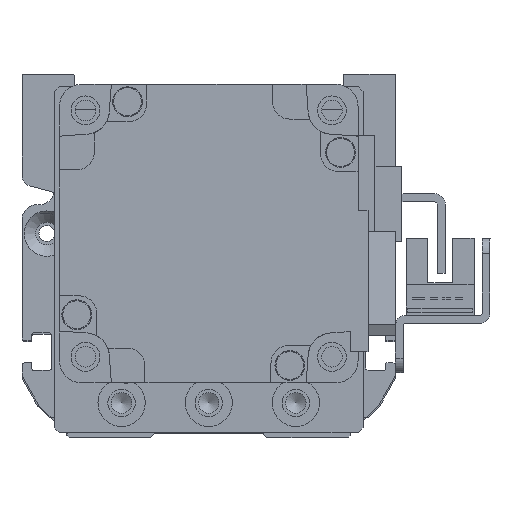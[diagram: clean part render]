
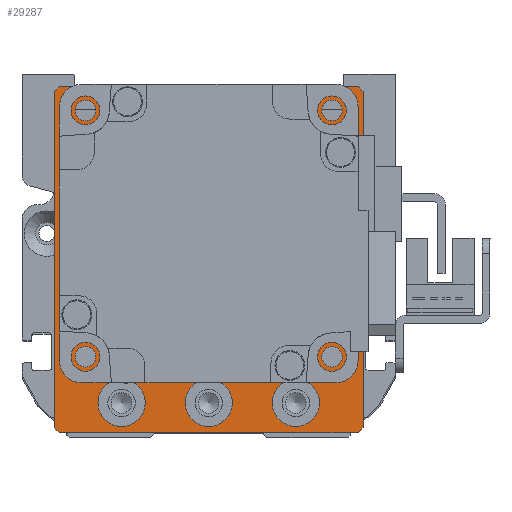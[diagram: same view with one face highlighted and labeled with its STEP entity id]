
A CAD part, left-side view. The second image highlights one B-rep face of the part: STEP entity #29287.
In plain terms, the highlighted face is planar.
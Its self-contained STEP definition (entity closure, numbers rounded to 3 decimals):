
#1090=FACE_BOUND('',#5320,.T.);
#1091=FACE_BOUND('',#5321,.T.);
#1092=FACE_BOUND('',#5322,.T.);
#1093=FACE_BOUND('',#5323,.T.);
#1094=FACE_BOUND('',#5324,.T.);
#1095=FACE_BOUND('',#5325,.T.);
#1096=FACE_BOUND('',#5326,.T.);
#1097=FACE_BOUND('',#5327,.T.);
#1839=PLANE('',#32895);
#3329=FACE_OUTER_BOUND('',#5319,.T.);
#5319=EDGE_LOOP('',(#25965,#25966,#25967,#25968,#25969,#25970,#25971,#25972));
#5320=EDGE_LOOP('',(#25973));
#5321=EDGE_LOOP('',(#25974));
#5322=EDGE_LOOP('',(#25975));
#5323=EDGE_LOOP('',(#25976));
#5324=EDGE_LOOP('',(#25977));
#5325=EDGE_LOOP('',(#25978));
#5326=EDGE_LOOP('',(#25979));
#5327=EDGE_LOOP('',(#25980));
#7619=LINE('',#50582,#9970);
#7622=LINE('',#50587,#9973);
#7624=LINE('',#50591,#9975);
#7626=LINE('',#50595,#9977);
#7628=LINE('',#50600,#9979);
#7630=LINE('',#50603,#9981);
#7631=LINE('',#50605,#9982);
#7632=LINE('',#50606,#9983);
#9970=VECTOR('',#41063,10.);
#9973=VECTOR('',#41068,10.);
#9975=VECTOR('',#41072,10.);
#9977=VECTOR('',#41076,10.);
#9979=VECTOR('',#41080,10.);
#9981=VECTOR('',#41084,10.);
#9982=VECTOR('',#41085,10.);
#9983=VECTOR('',#41086,10.);
#11856=CIRCLE('',#32896,25.);
#11857=CIRCLE('',#32897,2.067);
#11858=CIRCLE('',#32898,2.067);
#11859=CIRCLE('',#32899,2.067);
#11860=CIRCLE('',#32900,2.067);
#11861=CIRCLE('',#32901,4.75);
#11862=CIRCLE('',#32902,4.75);
#11863=CIRCLE('',#32903,4.75);
#14386=VERTEX_POINT('',#50579);
#14387=VERTEX_POINT('',#50581);
#14388=VERTEX_POINT('',#50585);
#14389=VERTEX_POINT('',#50589);
#14390=VERTEX_POINT('',#50593);
#14391=VERTEX_POINT('',#50597);
#14392=VERTEX_POINT('',#50599);
#14393=VERTEX_POINT('',#50604);
#14394=VERTEX_POINT('',#50607);
#14395=VERTEX_POINT('',#50609);
#14396=VERTEX_POINT('',#50611);
#14397=VERTEX_POINT('',#50613);
#14398=VERTEX_POINT('',#50615);
#14399=VERTEX_POINT('',#50617);
#14400=VERTEX_POINT('',#50619);
#14401=VERTEX_POINT('',#50621);
#18315=EDGE_CURVE('',#14386,#14387,#7619,.T.);
#18318=EDGE_CURVE('',#14386,#14388,#7622,.T.);
#18320=EDGE_CURVE('',#14389,#14388,#7624,.T.);
#18322=EDGE_CURVE('',#14389,#14390,#7626,.T.);
#18324=EDGE_CURVE('',#14391,#14392,#7628,.T.);
#18326=EDGE_CURVE('',#14391,#14387,#7630,.T.);
#18327=EDGE_CURVE('',#14393,#14390,#7631,.T.);
#18328=EDGE_CURVE('',#14393,#14392,#7632,.T.);
#18329=EDGE_CURVE('',#14394,#14394,#11856,.T.);
#18330=EDGE_CURVE('',#14395,#14395,#11857,.T.);
#18331=EDGE_CURVE('',#14396,#14396,#11858,.T.);
#18332=EDGE_CURVE('',#14397,#14397,#11859,.T.);
#18333=EDGE_CURVE('',#14398,#14398,#11860,.T.);
#18334=EDGE_CURVE('',#14399,#14399,#11861,.T.);
#18335=EDGE_CURVE('',#14400,#14400,#11862,.T.);
#18336=EDGE_CURVE('',#14401,#14401,#11863,.T.);
#25965=ORIENTED_EDGE('',*,*,#18324,.F.);
#25966=ORIENTED_EDGE('',*,*,#18326,.T.);
#25967=ORIENTED_EDGE('',*,*,#18315,.F.);
#25968=ORIENTED_EDGE('',*,*,#18318,.T.);
#25969=ORIENTED_EDGE('',*,*,#18320,.F.);
#25970=ORIENTED_EDGE('',*,*,#18322,.T.);
#25971=ORIENTED_EDGE('',*,*,#18327,.F.);
#25972=ORIENTED_EDGE('',*,*,#18328,.T.);
#25973=ORIENTED_EDGE('',*,*,#18329,.T.);
#25974=ORIENTED_EDGE('',*,*,#18330,.T.);
#25975=ORIENTED_EDGE('',*,*,#18331,.T.);
#25976=ORIENTED_EDGE('',*,*,#18332,.T.);
#25977=ORIENTED_EDGE('',*,*,#18333,.T.);
#25978=ORIENTED_EDGE('',*,*,#18334,.T.);
#25979=ORIENTED_EDGE('',*,*,#18335,.T.);
#25980=ORIENTED_EDGE('',*,*,#18336,.T.);
#29287=ADVANCED_FACE('',(#3329,#1090,#1091,#1092,#1093,#1094,#1095,#1096,
#1097),#1839,.T.);
#32895=AXIS2_PLACEMENT_3D('',#50602,#41082,#41083);
#32896=AXIS2_PLACEMENT_3D('',#50608,#41087,#41088);
#32897=AXIS2_PLACEMENT_3D('',#50610,#41089,#41090);
#32898=AXIS2_PLACEMENT_3D('',#50612,#41091,#41092);
#32899=AXIS2_PLACEMENT_3D('',#50614,#41093,#41094);
#32900=AXIS2_PLACEMENT_3D('',#50616,#41095,#41096);
#32901=AXIS2_PLACEMENT_3D('',#50618,#41097,#41098);
#32902=AXIS2_PLACEMENT_3D('',#50620,#41099,#41100);
#32903=AXIS2_PLACEMENT_3D('',#50622,#41101,#41102);
#41063=DIRECTION('',(-0.707,-0.707,0.));
#41068=DIRECTION('',(0.,1.,0.));
#41072=DIRECTION('',(0.707,-0.707,0.));
#41076=DIRECTION('',(-1.,0.,0.));
#41080=DIRECTION('',(-0.707,0.707,0.));
#41082=DIRECTION('center_axis',(0.,0.,1.));
#41083=DIRECTION('ref_axis',(1.,0.,0.));
#41084=DIRECTION('',(1.,0.,0.));
#41085=DIRECTION('',(0.707,0.707,0.));
#41086=DIRECTION('',(0.,-1.,0.));
#41087=DIRECTION('center_axis',(0.,0.,-1.));
#41088=DIRECTION('ref_axis',(1.,0.,0.));
#41089=DIRECTION('center_axis',(0.,0.,-1.));
#41090=DIRECTION('ref_axis',(1.,0.,0.));
#41091=DIRECTION('center_axis',(0.,0.,-1.));
#41092=DIRECTION('ref_axis',(1.,0.,0.));
#41093=DIRECTION('center_axis',(0.,0.,-1.));
#41094=DIRECTION('ref_axis',(1.,0.,0.));
#41095=DIRECTION('center_axis',(0.,0.,-1.));
#41096=DIRECTION('ref_axis',(1.,0.,0.));
#41097=DIRECTION('center_axis',(0.,0.,-1.));
#41098=DIRECTION('ref_axis',(1.,0.,0.));
#41099=DIRECTION('center_axis',(0.,0.,-1.));
#41100=DIRECTION('ref_axis',(1.,0.,0.));
#41101=DIRECTION('center_axis',(0.,0.,-1.));
#41102=DIRECTION('ref_axis',(1.,0.,0.));
#50579=CARTESIAN_POINT('',(31.,-33.75,59.));
#50581=CARTESIAN_POINT('',(30.,-34.75,59.));
#50582=CARTESIAN_POINT('',(31.438,-33.313,59.));
#50585=CARTESIAN_POINT('',(31.,33.75,59.));
#50587=CARTESIAN_POINT('',(31.,-34.75,59.));
#50589=CARTESIAN_POINT('',(30.,34.75,59.));
#50591=CARTESIAN_POINT('',(31.438,33.313,59.));
#50593=CARTESIAN_POINT('',(-30.,34.75,59.));
#50595=CARTESIAN_POINT('',(31.,34.75,59.));
#50597=CARTESIAN_POINT('',(-30.,-34.75,59.));
#50599=CARTESIAN_POINT('',(-31.,-33.75,59.));
#50600=CARTESIAN_POINT('',(-31.438,-33.313,59.));
#50602=CARTESIAN_POINT('Origin',(0.,0.,
59.));
#50603=CARTESIAN_POINT('',(-31.,-34.75,59.));
#50604=CARTESIAN_POINT('',(-31.,33.75,59.));
#50605=CARTESIAN_POINT('',(-31.438,33.313,59.));
#50606=CARTESIAN_POINT('',(-31.,34.75,59.));
#50607=CARTESIAN_POINT('',(-25.,5.25,59.));
#50608=CARTESIAN_POINT('Origin',(0.,5.25,59.));
#50609=CARTESIAN_POINT('',(22.682,-19.499,59.));
#50610=CARTESIAN_POINT('Origin',(24.749,-19.499,59.));
#50611=CARTESIAN_POINT('',(22.682,29.999,59.));
#50612=CARTESIAN_POINT('Origin',(24.749,29.999,59.));
#50613=CARTESIAN_POINT('',(-26.816,29.999,59.));
#50614=CARTESIAN_POINT('Origin',(-24.749,29.999,59.));
#50615=CARTESIAN_POINT('',(-26.816,-19.499,59.));
#50616=CARTESIAN_POINT('Origin',(-24.749,-19.499,59.));
#50617=CARTESIAN_POINT('',(12.75,-28.75,59.));
#50618=CARTESIAN_POINT('Origin',(17.5,-28.75,59.));
#50619=CARTESIAN_POINT('',(-4.75,-28.75,59.));
#50620=CARTESIAN_POINT('Origin',(0.,-28.75,59.));
#50621=CARTESIAN_POINT('',(-22.25,-28.75,59.));
#50622=CARTESIAN_POINT('Origin',(-17.5,-28.75,59.));
